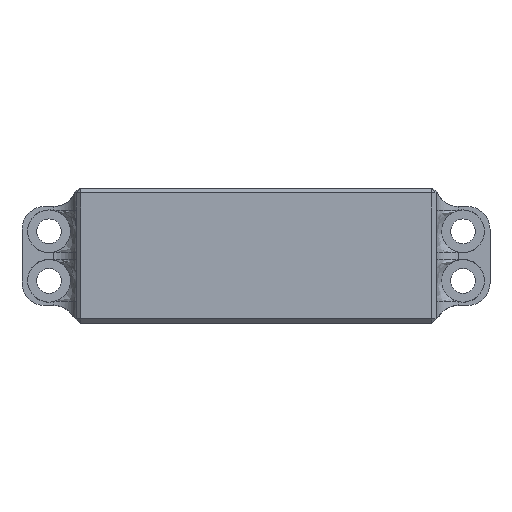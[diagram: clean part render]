
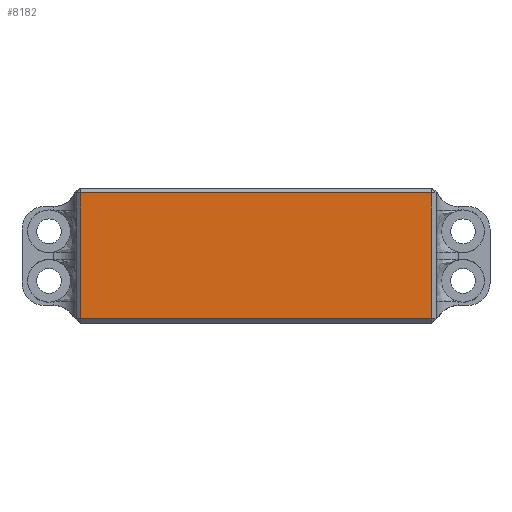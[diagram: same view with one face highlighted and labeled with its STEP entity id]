
A CAD part, top view. The second image highlights one B-rep face of the part: STEP entity #8182.
In plain terms, the highlighted planar face has unit normal (0, 0, 1).
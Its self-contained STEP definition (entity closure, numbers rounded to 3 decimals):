
#50 = EDGE_CURVE ( 'NONE', #961, #8786, #3484, .T. ) ;
#175 = AXIS2_PLACEMENT_3D ( 'NONE', #8895, #5991, #3296 ) ;
#185 = VECTOR ( 'NONE', #6388, 1000. ) ;
#938 = ORIENTED_EDGE ( 'NONE', *, *, #7240, .T. ) ;
#961 = VERTEX_POINT ( 'NONE', #4268 ) ;
#1236 = VERTEX_POINT ( 'NONE', #2218 ) ;
#1406 = CARTESIAN_POINT ( 'NONE',  ( -40., 19., 128. ) ) ;
#1488 = CARTESIAN_POINT ( 'NONE',  ( -39., -10., 128. ) ) ;
#1610 = CARTESIAN_POINT ( 'NONE',  ( 40., -9., 128. ) ) ;
#2139 = EDGE_LOOP ( 'NONE', ( #4468, #938, #3664, #2545 ) ) ;
#2218 = CARTESIAN_POINT ( 'NONE',  ( -39., -9., 128. ) ) ;
#2545 = ORIENTED_EDGE ( 'NONE', *, *, #50, .T. ) ;
#2559 = VECTOR ( 'NONE', #8763, 1000. ) ;
#3096 = EDGE_CURVE ( 'NONE', #8786, #3709, #6458, .T. ) ;
#3296 = DIRECTION ( 'NONE',  ( 1., 0., 0. ) ) ;
#3484 = LINE ( 'NONE', #9071, #5397 ) ;
#3664 = ORIENTED_EDGE ( 'NONE', *, *, #8742, .T. ) ;
#3709 = VERTEX_POINT ( 'NONE', #8918 ) ;
#4268 = CARTESIAN_POINT ( 'NONE',  ( 39., -9., 128. ) ) ;
#4468 = ORIENTED_EDGE ( 'NONE', *, *, #3096, .T. ) ;
#4641 = FACE_OUTER_BOUND ( 'NONE', #2139, .T. ) ;
#4820 = DIRECTION ( 'NONE',  ( 0., 1., 0. ) ) ;
#5117 = CARTESIAN_POINT ( 'NONE',  ( 39., 19., 128. ) ) ;
#5164 = LINE ( 'NONE', #1610, #2559 ) ;
#5397 = VECTOR ( 'NONE', #4820, 1000. ) ;
#5991 = DIRECTION ( 'NONE',  ( 0., 0., 1. ) ) ;
#6300 = VECTOR ( 'NONE', #8511, 1000. ) ;
#6388 = DIRECTION ( 'NONE',  ( 0., -1., 0. ) ) ;
#6458 = LINE ( 'NONE', #1406, #6300 ) ;
#7240 = EDGE_CURVE ( 'NONE', #3709, #1236, #7887, .T. ) ;
#7887 = LINE ( 'NONE', #1488, #185 ) ;
#8182 = ADVANCED_FACE ( 'NONE', ( #4641 ), #8289, .T. ) ;
#8289 = PLANE ( 'NONE',  #175 ) ;
#8511 = DIRECTION ( 'NONE',  ( -1., 0., 0. ) ) ;
#8742 = EDGE_CURVE ( 'NONE', #1236, #961, #5164, .T. ) ;
#8763 = DIRECTION ( 'NONE',  ( 1., 0., 0. ) ) ;
#8786 = VERTEX_POINT ( 'NONE', #5117 ) ;
#8895 = CARTESIAN_POINT ( 'NONE',  ( 0., 0., 128. ) ) ;
#8918 = CARTESIAN_POINT ( 'NONE',  ( -39., 19., 128. ) ) ;
#9071 = CARTESIAN_POINT ( 'NONE',  ( 39., 20., 128. ) ) ;
